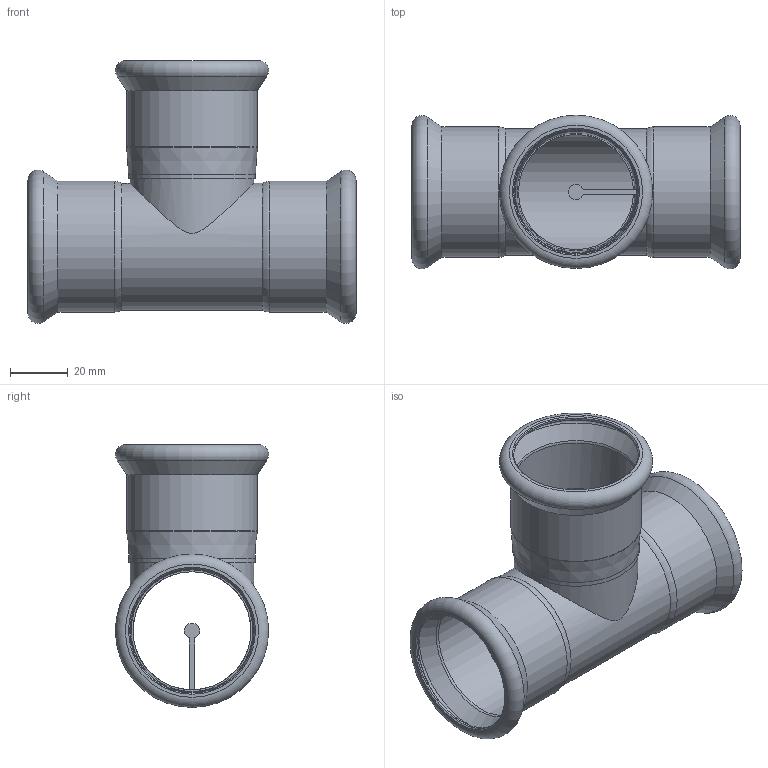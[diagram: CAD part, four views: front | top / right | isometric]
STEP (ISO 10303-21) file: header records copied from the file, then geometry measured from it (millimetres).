
FILE_DESCRIPTION(/* description */ (''),/* implementation_level */ '2;1');
FILE_NAME(/* name */ '34033.stp',/* time_stamp */ '2014-04-01T20:25:58+02:00',/* author */ ('bruh'),/* organization */ (''),/* preprocessor_version */ 'ST-DEVELOPER v15.2',/* originating_system */ 'Autodesk Inventor 2014',/* authorisation */ '');
FILE_SCHEMA (('AUTOMOTIVE_DESIGN { 1 0 10303 214 3 1 1 }'));
Length unit declared in the file: millimetre
Products named in the file (4): 400134; 900026; 490719; 34033
Bounding box: 114 x 53.29 x 91.34 mm (x, y, z)
Volume: 35523.6 mm3; surface area: 48927.5 mm2
Topology: 4 solids, 4 shells, 71 faces, 145 edges, 88 vertices
Faces by surface type: plane 24, cylinder 20, cone 14, torus 13
Full cylindrical faces by diameter (mm): 40 x1, 41 x4, 42.3 x3, 43 x1, 43.3 x3, 44 x1, 44.1 x1, 45.4 x3
Entity records: 1395 total; most frequent: CARTESIAN_POINT 337, DIRECTION 230, ORIENTED_EDGE 136, AXIS2_PLACEMENT_3D 107, EDGE_LOOP 94, EDGE_CURVE 68, VERTEX_POINT 58, ADVANCED_FACE 51
